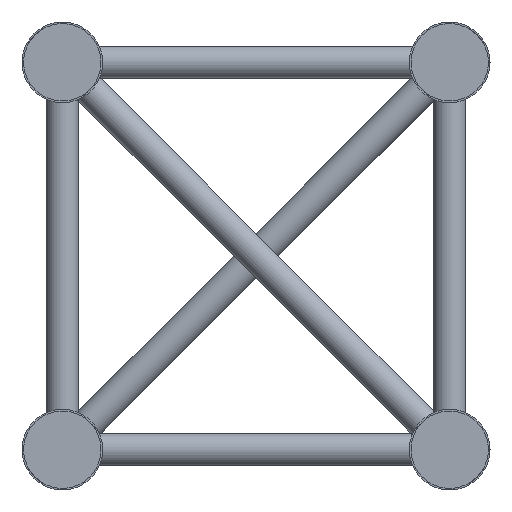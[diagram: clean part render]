
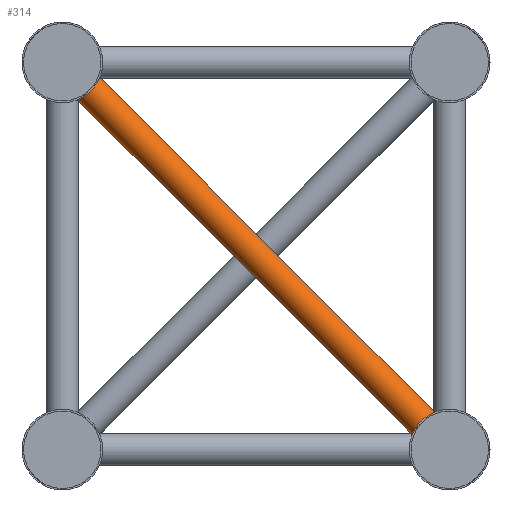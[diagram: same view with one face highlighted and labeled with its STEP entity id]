
A CAD part, left-side view. The second image highlights one B-rep face of the part: STEP entity #314.
In plain terms, the highlighted cylindrical face has radius 10 mm (diameter 20 mm), a full revolution.
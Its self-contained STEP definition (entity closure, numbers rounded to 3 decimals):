
#287=CARTESIAN_POINT('',(0.0,0.0,0.0));
#288=DIRECTION('',(0.0,0.0,1.0));
#289=DIRECTION('',(-1.0,0.0,0.0));
#290=AXIS2_PLACEMENT_3D('',#287,#288,#289);
#291=CYLINDRICAL_SURFACE('',#290,10.0);
#292=CARTESIAN_POINT('',(10.0,0.,339.411));
#293=VERTEX_POINT('',#292);
#294=CARTESIAN_POINT('',(0.0,0.0,339.411));
#295=DIRECTION('',(0.0,0.0,-1.0));
#296=DIRECTION('',(-1.0,0.0,0.0));
#297=AXIS2_PLACEMENT_3D('',#294,#295,#296);
#298=CIRCLE('',#297,10.0);
#299=EDGE_CURVE('',#293,#293,#298,.T.);
#300=ORIENTED_EDGE('',*,*,#299,.T.);
#301=EDGE_LOOP('',(#300));
#302=FACE_OUTER_BOUND('',#301,.T.);
#303=CARTESIAN_POINT('',(10.0,0.,0.0));
#304=VERTEX_POINT('',#303);
#305=CARTESIAN_POINT('',(0.0,0.0,0.0));
#306=DIRECTION('',(0.0,0.0,-1.0));
#307=DIRECTION('',(-1.0,0.0,0.0));
#308=AXIS2_PLACEMENT_3D('',#305,#306,#307);
#309=CIRCLE('',#308,10.0);
#310=EDGE_CURVE('',#304,#304,#309,.T.);
#311=ORIENTED_EDGE('',*,*,#310,.F.);
#312=EDGE_LOOP('',(#311));
#313=FACE_BOUND('',#312,.T.);
#314=ADVANCED_FACE('',(#302,#313),#291,.T.);
